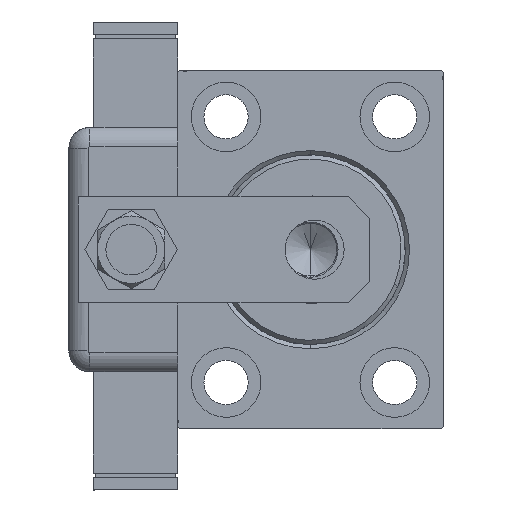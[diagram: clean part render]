
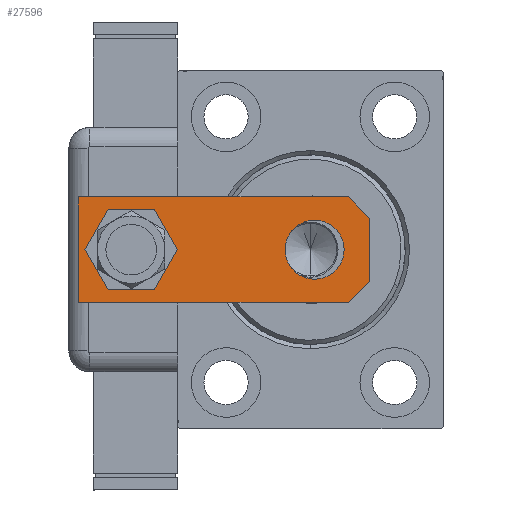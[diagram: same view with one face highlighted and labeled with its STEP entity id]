
A CAD part, left-side view. The second image highlights one B-rep face of the part: STEP entity #27596.
In plain terms, the highlighted face is planar.
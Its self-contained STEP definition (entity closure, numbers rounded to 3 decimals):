
#301 = VECTOR ( 'NONE', #19936, 1000. ) ;
#619 = FACE_BOUND ( 'NONE', #45837, .T. ) ;
#730 = ORIENTED_EDGE ( 'NONE', *, *, #15604, .T. ) ;
#4378 = LINE ( 'NONE', #54841, #43353 ) ;
#5329 = ORIENTED_EDGE ( 'NONE', *, *, #35035, .T. ) ;
#5457 = DIRECTION ( 'NONE',  ( 0., 0., 1. ) ) ;
#7570 = CARTESIAN_POINT ( 'NONE',  ( 7.5, 0., 0. ) ) ;
#7757 = VERTEX_POINT ( 'NONE', #13672 ) ;
#8711 = DIRECTION ( 'NONE',  ( 1., 0., 0. ) ) ;
#9691 = DIRECTION ( 'NONE',  ( 1., 0., 0. ) ) ;
#9745 = LINE ( 'NONE', #14577, #28400 ) ;
#9934 = ORIENTED_EDGE ( 'NONE', *, *, #40118, .T. ) ;
#9991 = FACE_BOUND ( 'NONE', #15620, .T. ) ;
#10872 = VERTEX_POINT ( 'NONE', #46946 ) ;
#12041 = ORIENTED_EDGE ( 'NONE', *, *, #56865, .F. ) ;
#13244 = DIRECTION ( 'NONE',  ( 0., 0., 1. ) ) ;
#13441 = DIRECTION ( 'NONE',  ( -1., 0., 0. ) ) ;
#13545 = CARTESIAN_POINT ( 'NONE',  ( 0., 56.5, 0. ) ) ;
#13672 = CARTESIAN_POINT ( 'NONE',  ( -7.5, 0., 0. ) ) ;
#13804 = DIRECTION ( 'NONE',  ( 1., 0., 0. ) ) ;
#14444 = VECTOR ( 'NONE', #17634, 1000. ) ;
#14577 = CARTESIAN_POINT ( 'NONE',  ( -7.5, 0., 0. ) ) ;
#15604 = EDGE_CURVE ( 'NONE', #23529, #27862, #21712, .T. ) ;
#15620 = EDGE_LOOP ( 'NONE', ( #32029, #9934 ) ) ;
#15681 = VERTEX_POINT ( 'NONE', #46734 ) ;
#15756 = CARTESIAN_POINT ( 'NONE',  ( -7., 13., 0. ) ) ;
#16005 = DIRECTION ( 'NONE',  ( 0., 0., 1. ) ) ;
#16558 = CARTESIAN_POINT ( 'NONE',  ( 7., 56.5, 0. ) ) ;
#17171 = EDGE_CURVE ( 'NONE', #43872, #10872, #33016, .T. ) ;
#17634 = DIRECTION ( 'NONE',  ( 0., -1., 0. ) ) ;
#17857 = AXIS2_PLACEMENT_3D ( 'NONE', #51216, #38195, #56641 ) ;
#18339 = CARTESIAN_POINT ( 'NONE',  ( 0., 56.5, 0. ) ) ;
#19240 = VECTOR ( 'NONE', #9691, 1000. ) ;
#19936 = DIRECTION ( 'NONE',  ( -0.707, -0.707, 0. ) ) ;
#20536 = LINE ( 'NONE', #48043, #301 ) ;
#21712 = CIRCLE ( 'NONE', #55470, 7. ) ;
#22739 = VECTOR ( 'NONE', #27874, 1000. ) ;
#23529 = VERTEX_POINT ( 'NONE', #16558 ) ;
#23591 = FACE_OUTER_BOUND ( 'NONE', #56028, .T. ) ;
#24079 = AXIS2_PLACEMENT_3D ( 'NONE', #46859, #5457, #42319 ) ;
#24445 = VERTEX_POINT ( 'NONE', #42787 ) ;
#25082 = DIRECTION ( 'NONE',  ( 1., 0., 0. ) ) ;
#27049 = AXIS2_PLACEMENT_3D ( 'NONE', #13545, #13244, #8711 ) ;
#27595 = EDGE_CURVE ( 'NONE', #7757, #41614, #32669, .T. ) ;
#27596 = ADVANCED_FACE ( 'NONE', ( #23591, #619, #9991 ), #28429, .F. ) ;
#27862 = VERTEX_POINT ( 'NONE', #55541 ) ;
#27874 = DIRECTION ( 'NONE',  ( 0., 1., 0. ) ) ;
#27994 = CIRCLE ( 'NONE', #35718, 7. ) ;
#28400 = VECTOR ( 'NONE', #42664, 1000. ) ;
#28429 = PLANE ( 'NONE',  #24079 ) ;
#28606 = DIRECTION ( 'NONE',  ( 0., 0., 1. ) ) ;
#28658 = ORIENTED_EDGE ( 'NONE', *, *, #32864, .T. ) ;
#30956 = CARTESIAN_POINT ( 'NONE',  ( -12.5, 69., 0. ) ) ;
#30960 = EDGE_CURVE ( 'NONE', #10872, #15681, #4378, .T. ) ;
#31538 = LINE ( 'NONE', #30956, #14444 ) ;
#31825 = CARTESIAN_POINT ( 'NONE',  ( 12.5, 0., 0. ) ) ;
#32029 = ORIENTED_EDGE ( 'NONE', *, *, #32741, .T. ) ;
#32669 = LINE ( 'NONE', #51091, #19240 ) ;
#32741 = EDGE_CURVE ( 'NONE', #42618, #24445, #27994, .T. ) ;
#32864 = EDGE_CURVE ( 'NONE', #27862, #23529, #53110, .T. ) ;
#33016 = LINE ( 'NONE', #31825, #22739 ) ;
#35035 = EDGE_CURVE ( 'NONE', #7757, #55273, #9745, .T. ) ;
#35718 = AXIS2_PLACEMENT_3D ( 'NONE', #57702, #16005, #25082 ) ;
#36304 = EDGE_CURVE ( 'NONE', #43872, #41614, #20536, .T. ) ;
#38195 = DIRECTION ( 'NONE',  ( 0., 0., 1. ) ) ;
#40118 = EDGE_CURVE ( 'NONE', #24445, #42618, #49695, .T. ) ;
#41614 = VERTEX_POINT ( 'NONE', #7570 ) ;
#41704 = ORIENTED_EDGE ( 'NONE', *, *, #36304, .T. ) ;
#42319 = DIRECTION ( 'NONE',  ( 1., 0., 0. ) ) ;
#42618 = VERTEX_POINT ( 'NONE', #15756 ) ;
#42664 = DIRECTION ( 'NONE',  ( -0.707, 0.707, 0. ) ) ;
#42787 = CARTESIAN_POINT ( 'NONE',  ( 7., 13., 0. ) ) ;
#43353 = VECTOR ( 'NONE', #13441, 1000. ) ;
#43872 = VERTEX_POINT ( 'NONE', #48860 ) ;
#45532 = CARTESIAN_POINT ( 'NONE',  ( -12.5, 5., 0. ) ) ;
#45837 = EDGE_LOOP ( 'NONE', ( #28658, #730 ) ) ;
#46734 = CARTESIAN_POINT ( 'NONE',  ( -12.5, 69., 0. ) ) ;
#46859 = CARTESIAN_POINT ( 'NONE',  ( 0., 0., 0. ) ) ;
#46946 = CARTESIAN_POINT ( 'NONE',  ( 12.5, 69., 0. ) ) ;
#47031 = ORIENTED_EDGE ( 'NONE', *, *, #17171, .F. ) ;
#48043 = CARTESIAN_POINT ( 'NONE',  ( 12.5, 5., 0. ) ) ;
#48860 = CARTESIAN_POINT ( 'NONE',  ( 12.5, 5., 0. ) ) ;
#49695 = CIRCLE ( 'NONE', #17857, 7. ) ;
#51091 = CARTESIAN_POINT ( 'NONE',  ( -12.5, 0., 0. ) ) ;
#51216 = CARTESIAN_POINT ( 'NONE',  ( 0., 13., 0. ) ) ;
#53110 = CIRCLE ( 'NONE', #27049, 7. ) ;
#54035 = ORIENTED_EDGE ( 'NONE', *, *, #27595, .F. ) ;
#54841 = CARTESIAN_POINT ( 'NONE',  ( 12.5, 69., 0. ) ) ;
#55273 = VERTEX_POINT ( 'NONE', #45532 ) ;
#55470 = AXIS2_PLACEMENT_3D ( 'NONE', #18339, #28606, #13804 ) ;
#55541 = CARTESIAN_POINT ( 'NONE',  ( -7., 56.5, 0. ) ) ;
#56028 = EDGE_LOOP ( 'NONE', ( #54035, #5329, #12041, #58193, #47031, #41704 ) ) ;
#56641 = DIRECTION ( 'NONE',  ( 1., 0., 0. ) ) ;
#56865 = EDGE_CURVE ( 'NONE', #15681, #55273, #31538, .T. ) ;
#57702 = CARTESIAN_POINT ( 'NONE',  ( 0., 13., 0. ) ) ;
#58193 = ORIENTED_EDGE ( 'NONE', *, *, #30960, .F. ) ;
